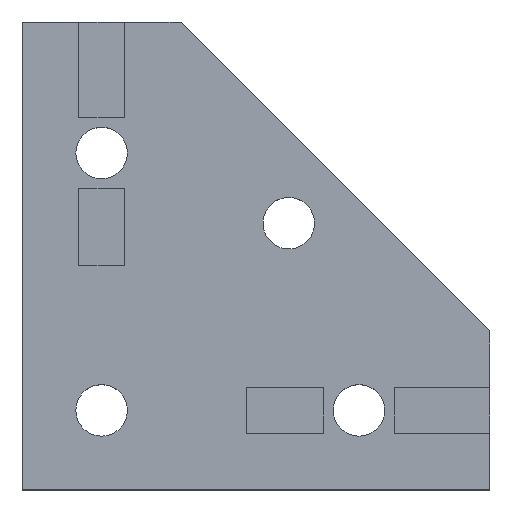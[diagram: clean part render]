
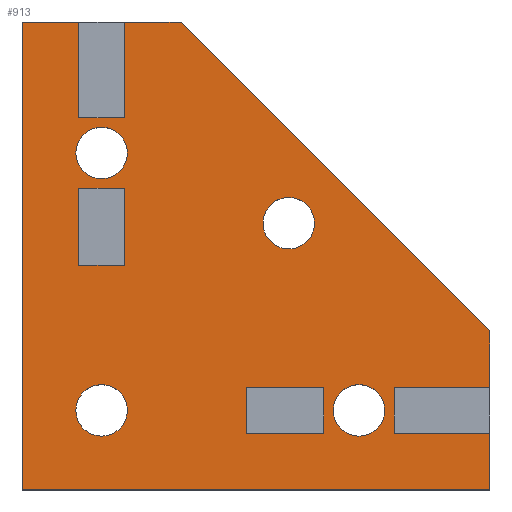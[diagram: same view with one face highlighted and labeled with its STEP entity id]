
A CAD part, top view. The second image highlights one B-rep face of the part: STEP entity #913.
In plain terms, the highlighted planar face has unit normal (0, 0, 1).
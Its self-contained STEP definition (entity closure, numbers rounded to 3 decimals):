
#15=FACE_BOUND('',#122,.T.);
#16=FACE_BOUND('',#123,.T.);
#17=FACE_BOUND('',#124,.T.);
#18=FACE_BOUND('',#125,.T.);
#19=FACE_BOUND('',#126,.T.);
#20=FACE_BOUND('',#127,.T.);
#27=PLANE('',#996);
#74=FACE_OUTER_BOUND('',#121,.T.);
#121=EDGE_LOOP('',(#667,#668,#669,#670,#671,#672,#673,#674,#675,#676,#677,
#678,#679));
#122=EDGE_LOOP('',(#680,#681,#682,#683));
#123=EDGE_LOOP('',(#684,#685));
#124=EDGE_LOOP('',(#686,#687));
#125=EDGE_LOOP('',(#688,#689));
#126=EDGE_LOOP('',(#690,#691));
#127=EDGE_LOOP('',(#692,#693,#694,#695));
#180=LINE('',#1326,#295);
#181=LINE('',#1328,#296);
#182=LINE('',#1330,#297);
#183=LINE('',#1332,#298);
#184=LINE('',#1334,#299);
#185=LINE('',#1336,#300);
#186=LINE('',#1338,#301);
#187=LINE('',#1340,#302);
#188=LINE('',#1342,#303);
#189=LINE('',#1344,#304);
#190=LINE('',#1346,#305);
#191=LINE('',#1348,#306);
#192=LINE('',#1349,#307);
#193=LINE('',#1352,#308);
#194=LINE('',#1354,#309);
#195=LINE('',#1356,#310);
#196=LINE('',#1357,#311);
#197=LINE('',#1360,#312);
#198=LINE('',#1362,#313);
#199=LINE('',#1364,#314);
#200=LINE('',#1365,#315);
#295=VECTOR('',#1087,1000.);
#296=VECTOR('',#1088,1000.);
#297=VECTOR('',#1089,1000.);
#298=VECTOR('',#1090,1000.);
#299=VECTOR('',#1091,1000.);
#300=VECTOR('',#1092,1000.);
#301=VECTOR('',#1093,1000.);
#302=VECTOR('',#1094,1000.);
#303=VECTOR('',#1095,1000.);
#304=VECTOR('',#1096,1000.);
#305=VECTOR('',#1097,1000.);
#306=VECTOR('',#1098,1000.);
#307=VECTOR('',#1099,1000.);
#308=VECTOR('',#1100,1000.);
#309=VECTOR('',#1101,1000.);
#310=VECTOR('',#1102,1000.);
#311=VECTOR('',#1103,1000.);
#312=VECTOR('',#1104,1000.);
#313=VECTOR('',#1105,1000.);
#314=VECTOR('',#1106,1000.);
#315=VECTOR('',#1107,1000.);
#406=CIRCLE('',#977,5.5);
#409=CIRCLE('',#980,5.5);
#410=CIRCLE('',#982,5.5);
#413=CIRCLE('',#985,5.5);
#414=CIRCLE('',#987,5.5);
#417=CIRCLE('',#990,5.5);
#418=CIRCLE('',#992,5.5);
#421=CIRCLE('',#995,5.5);
#422=VERTEX_POINT('',#1284);
#423=VERTEX_POINT('',#1285);
#426=VERTEX_POINT('',#1294);
#427=VERTEX_POINT('',#1295);
#430=VERTEX_POINT('',#1304);
#431=VERTEX_POINT('',#1305);
#434=VERTEX_POINT('',#1314);
#435=VERTEX_POINT('',#1315);
#438=VERTEX_POINT('',#1324);
#439=VERTEX_POINT('',#1325);
#440=VERTEX_POINT('',#1327);
#441=VERTEX_POINT('',#1329);
#442=VERTEX_POINT('',#1331);
#443=VERTEX_POINT('',#1333);
#444=VERTEX_POINT('',#1335);
#445=VERTEX_POINT('',#1337);
#446=VERTEX_POINT('',#1339);
#447=VERTEX_POINT('',#1341);
#448=VERTEX_POINT('',#1343);
#449=VERTEX_POINT('',#1345);
#450=VERTEX_POINT('',#1347);
#451=VERTEX_POINT('',#1350);
#452=VERTEX_POINT('',#1351);
#453=VERTEX_POINT('',#1353);
#454=VERTEX_POINT('',#1355);
#455=VERTEX_POINT('',#1358);
#456=VERTEX_POINT('',#1359);
#457=VERTEX_POINT('',#1361);
#458=VERTEX_POINT('',#1363);
#512=EDGE_CURVE('',#422,#423,#406,.T.);
#516=EDGE_CURVE('',#423,#422,#409,.T.);
#517=EDGE_CURVE('',#426,#427,#410,.T.);
#521=EDGE_CURVE('',#427,#426,#413,.T.);
#522=EDGE_CURVE('',#430,#431,#414,.T.);
#526=EDGE_CURVE('',#431,#430,#417,.T.);
#527=EDGE_CURVE('',#434,#435,#418,.T.);
#531=EDGE_CURVE('',#435,#434,#421,.T.);
#532=EDGE_CURVE('',#438,#439,#180,.T.);
#533=EDGE_CURVE('',#438,#440,#181,.T.);
#534=EDGE_CURVE('',#440,#441,#182,.T.);
#535=EDGE_CURVE('',#441,#442,#183,.T.);
#536=EDGE_CURVE('',#442,#443,#184,.T.);
#537=EDGE_CURVE('',#444,#443,#185,.T.);
#538=EDGE_CURVE('',#445,#444,#186,.T.);
#539=EDGE_CURVE('',#446,#445,#187,.T.);
#540=EDGE_CURVE('',#446,#447,#188,.T.);
#541=EDGE_CURVE('',#447,#448,#189,.T.);
#542=EDGE_CURVE('',#448,#449,#190,.T.);
#543=EDGE_CURVE('',#450,#449,#191,.T.);
#544=EDGE_CURVE('',#439,#450,#192,.T.);
#545=EDGE_CURVE('',#451,#452,#193,.T.);
#546=EDGE_CURVE('',#453,#451,#194,.T.);
#547=EDGE_CURVE('',#454,#453,#195,.T.);
#548=EDGE_CURVE('',#452,#454,#196,.T.);
#549=EDGE_CURVE('',#455,#456,#197,.T.);
#550=EDGE_CURVE('',#457,#455,#198,.T.);
#551=EDGE_CURVE('',#458,#457,#199,.T.);
#552=EDGE_CURVE('',#456,#458,#200,.T.);
#667=ORIENTED_EDGE('',*,*,#532,.F.);
#668=ORIENTED_EDGE('',*,*,#533,.T.);
#669=ORIENTED_EDGE('',*,*,#534,.T.);
#670=ORIENTED_EDGE('',*,*,#535,.T.);
#671=ORIENTED_EDGE('',*,*,#536,.T.);
#672=ORIENTED_EDGE('',*,*,#537,.F.);
#673=ORIENTED_EDGE('',*,*,#538,.F.);
#674=ORIENTED_EDGE('',*,*,#539,.F.);
#675=ORIENTED_EDGE('',*,*,#540,.T.);
#676=ORIENTED_EDGE('',*,*,#541,.T.);
#677=ORIENTED_EDGE('',*,*,#542,.T.);
#678=ORIENTED_EDGE('',*,*,#543,.F.);
#679=ORIENTED_EDGE('',*,*,#544,.F.);
#680=ORIENTED_EDGE('',*,*,#545,.F.);
#681=ORIENTED_EDGE('',*,*,#546,.F.);
#682=ORIENTED_EDGE('',*,*,#547,.F.);
#683=ORIENTED_EDGE('',*,*,#548,.F.);
#684=ORIENTED_EDGE('',*,*,#517,.F.);
#685=ORIENTED_EDGE('',*,*,#521,.F.);
#686=ORIENTED_EDGE('',*,*,#527,.F.);
#687=ORIENTED_EDGE('',*,*,#531,.F.);
#688=ORIENTED_EDGE('',*,*,#522,.F.);
#689=ORIENTED_EDGE('',*,*,#526,.F.);
#690=ORIENTED_EDGE('',*,*,#512,.F.);
#691=ORIENTED_EDGE('',*,*,#516,.F.);
#692=ORIENTED_EDGE('',*,*,#549,.F.);
#693=ORIENTED_EDGE('',*,*,#550,.F.);
#694=ORIENTED_EDGE('',*,*,#551,.F.);
#695=ORIENTED_EDGE('',*,*,#552,.F.);
#913=ADVANCED_FACE('',(#74,#15,#16,#17,#18,#19,#20),#27,.F.);
#977=AXIS2_PLACEMENT_3D('',#1286,#1043,#1044);
#980=AXIS2_PLACEMENT_3D('',#1292,#1050,#1051);
#982=AXIS2_PLACEMENT_3D('',#1296,#1054,#1055);
#985=AXIS2_PLACEMENT_3D('',#1302,#1061,#1062);
#987=AXIS2_PLACEMENT_3D('',#1306,#1065,#1066);
#990=AXIS2_PLACEMENT_3D('',#1312,#1072,#1073);
#992=AXIS2_PLACEMENT_3D('',#1316,#1076,#1077);
#995=AXIS2_PLACEMENT_3D('',#1322,#1083,#1084);
#996=AXIS2_PLACEMENT_3D('',#1323,#1085,#1086);
#1043=DIRECTION('center_axis',(0.,0.,1.));
#1044=DIRECTION('ref_axis',(1.,0.,0.));
#1050=DIRECTION('center_axis',(0.,0.,1.));
#1051=DIRECTION('ref_axis',(1.,0.,0.));
#1054=DIRECTION('center_axis',(0.,0.,1.));
#1055=DIRECTION('ref_axis',(1.,0.,0.));
#1061=DIRECTION('center_axis',(0.,0.,1.));
#1062=DIRECTION('ref_axis',(1.,0.,0.));
#1065=DIRECTION('center_axis',(0.,0.,1.));
#1066=DIRECTION('ref_axis',(1.,0.,0.));
#1072=DIRECTION('center_axis',(0.,0.,1.));
#1073=DIRECTION('ref_axis',(1.,0.,0.));
#1076=DIRECTION('center_axis',(0.,0.,1.));
#1077=DIRECTION('ref_axis',(1.,0.,0.));
#1083=DIRECTION('center_axis',(0.,0.,1.));
#1084=DIRECTION('ref_axis',(1.,0.,0.));
#1085=DIRECTION('center_axis',(0.,0.,-1.));
#1086=DIRECTION('ref_axis',(-1.,0.,0.));
#1087=DIRECTION('',(0.,-1.,0.));
#1088=DIRECTION('',(-1.,0.,0.));
#1089=DIRECTION('',(0.,-1.,0.));
#1090=DIRECTION('',(1.,0.,0.));
#1091=DIRECTION('',(0.,1.,0.));
#1092=DIRECTION('',(1.,0.,0.));
#1093=DIRECTION('',(0.,-1.,0.));
#1094=DIRECTION('',(-1.,0.,0.));
#1095=DIRECTION('',(0.,1.,0.));
#1096=DIRECTION('',(-0.707,0.707,0.));
#1097=DIRECTION('',(-1.,0.,0.));
#1098=DIRECTION('',(0.,1.,0.));
#1099=DIRECTION('',(1.,0.,0.));
#1100=DIRECTION('',(0.,1.,0.));
#1101=DIRECTION('',(1.,0.,0.));
#1102=DIRECTION('',(0.,-1.,0.));
#1103=DIRECTION('',(-1.,0.,0.));
#1104=DIRECTION('',(-1.,0.,0.));
#1105=DIRECTION('',(0.,1.,0.));
#1106=DIRECTION('',(1.,0.,0.));
#1107=DIRECTION('',(0.,-1.,0.));
#1284=CARTESIAN_POINT('',(66.5,17.,4.));
#1285=CARTESIAN_POINT('',(77.5,17.,4.));
#1286=CARTESIAN_POINT('Origin',(72.,17.,4.));
#1292=CARTESIAN_POINT('Origin',(72.,17.,4.));
#1294=CARTESIAN_POINT('',(51.5,57.,4.));
#1295=CARTESIAN_POINT('',(62.5,57.,4.));
#1296=CARTESIAN_POINT('Origin',(57.,57.,4.));
#1302=CARTESIAN_POINT('Origin',(57.,57.,4.));
#1304=CARTESIAN_POINT('',(11.5,72.,4.));
#1305=CARTESIAN_POINT('',(22.5,72.,4.));
#1306=CARTESIAN_POINT('Origin',(17.,72.,4.));
#1312=CARTESIAN_POINT('Origin',(17.,72.,4.));
#1314=CARTESIAN_POINT('',(11.5,17.,4.));
#1315=CARTESIAN_POINT('',(22.5,17.,4.));
#1316=CARTESIAN_POINT('Origin',(17.,17.,4.));
#1322=CARTESIAN_POINT('Origin',(17.,17.,4.));
#1323=CARTESIAN_POINT('Origin',(0.,100.,4.));
#1324=CARTESIAN_POINT('',(12.1,100.,4.));
#1325=CARTESIAN_POINT('',(12.1,79.5,4.));
#1326=CARTESIAN_POINT('',(12.1,79.5,4.));
#1327=CARTESIAN_POINT('',(0.,100.,4.));
#1328=CARTESIAN_POINT('',(0.,100.,4.));
#1329=CARTESIAN_POINT('',(0.,0.,4.));
#1330=CARTESIAN_POINT('',(0.,0.,4.));
#1331=CARTESIAN_POINT('',(100.,0.,4.));
#1332=CARTESIAN_POINT('',(0.,0.,4.));
#1333=CARTESIAN_POINT('',(100.,12.1,4.));
#1334=CARTESIAN_POINT('',(100.,0.,4.));
#1335=CARTESIAN_POINT('',(79.5,12.1,4.));
#1336=CARTESIAN_POINT('',(100.,12.1,4.));
#1337=CARTESIAN_POINT('',(79.5,21.9,4.));
#1338=CARTESIAN_POINT('',(79.5,12.1,4.));
#1339=CARTESIAN_POINT('',(100.,21.9,4.));
#1340=CARTESIAN_POINT('',(79.5,21.9,4.));
#1341=CARTESIAN_POINT('',(100.,34.,4.));
#1342=CARTESIAN_POINT('',(100.,0.,4.));
#1343=CARTESIAN_POINT('',(34.,100.,4.));
#1344=CARTESIAN_POINT('',(34.,100.,4.));
#1345=CARTESIAN_POINT('',(21.9,100.,4.));
#1346=CARTESIAN_POINT('',(0.,100.,4.));
#1347=CARTESIAN_POINT('',(21.9,79.5,4.));
#1348=CARTESIAN_POINT('',(21.9,100.,4.));
#1349=CARTESIAN_POINT('',(21.9,79.5,4.));
#1350=CARTESIAN_POINT('',(21.9,48.,4.));
#1351=CARTESIAN_POINT('',(21.9,64.5,4.));
#1352=CARTESIAN_POINT('',(21.9,64.5,4.));
#1353=CARTESIAN_POINT('',(12.1,48.,4.));
#1354=CARTESIAN_POINT('',(21.9,48.,4.));
#1355=CARTESIAN_POINT('',(12.1,64.5,4.));
#1356=CARTESIAN_POINT('',(12.1,48.,4.));
#1357=CARTESIAN_POINT('',(12.1,64.5,4.));
#1358=CARTESIAN_POINT('',(64.5,21.9,4.));
#1359=CARTESIAN_POINT('',(48.,21.9,4.));
#1360=CARTESIAN_POINT('',(48.,21.9,4.));
#1361=CARTESIAN_POINT('',(64.5,12.1,4.));
#1362=CARTESIAN_POINT('',(64.5,21.9,4.));
#1363=CARTESIAN_POINT('',(48.,12.1,4.));
#1364=CARTESIAN_POINT('',(64.5,12.1,4.));
#1365=CARTESIAN_POINT('',(48.,12.1,4.));
